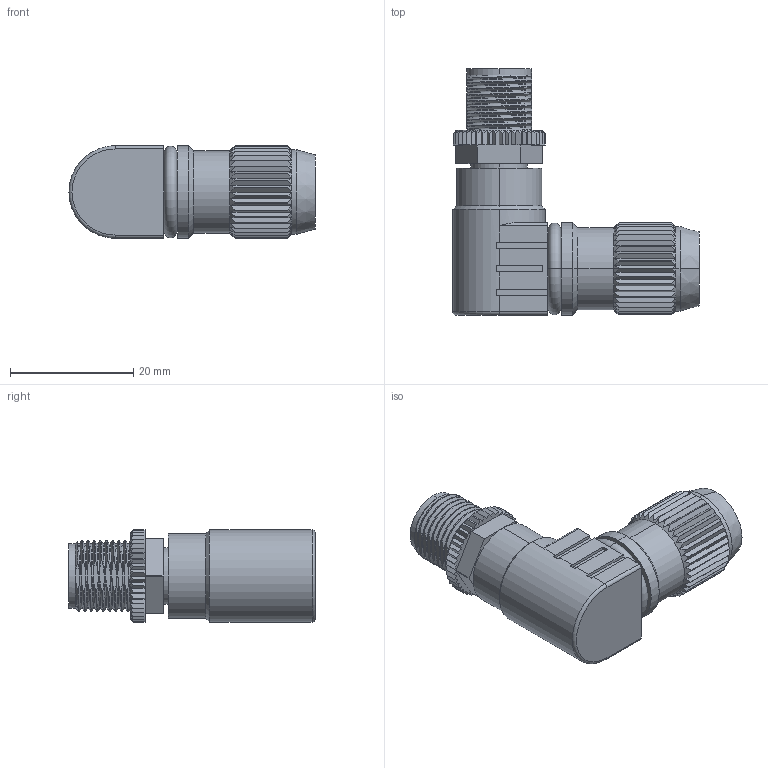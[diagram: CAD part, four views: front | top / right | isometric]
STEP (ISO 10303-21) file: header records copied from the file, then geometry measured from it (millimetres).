
FILE_DESCRIPTION (( 'STEP AP214' ), '1' );
FILE_NAME ('7000-12561-0000000.step', '2016-05-09T18:44:57', ( '' ), ( '' ), 'SwSTEP 2.0', 'SolidWorks 2015', '' );
FILE_SCHEMA (( 'AUTOMOTIVE_DESIGN' ));
Length unit declared in the file: millimetre
Products named in the file (1): 7000-12561-0000000
Bounding box: 40 x 40 x 15 mm (x, y, z)
Volume: 9100.7 mm3; surface area: 4822.6 mm2
Topology: 1 solids, 2 shells, 489 faces, 1297 edges, 819 vertices
Faces by surface type: plane 243, cylinder 100, cone 95, bspline 44, sphere 4, torus 3
Entity records: 36505 total; most frequent: CARTESIAN_POINT 22724, ORIENTED_EDGE 2570, DIRECTION 1993, EDGE_CURVE 1285, VERTEX_POINT 811, AXIS2_PLACEMENT_3D 698, VECTOR 597, LINE 597
